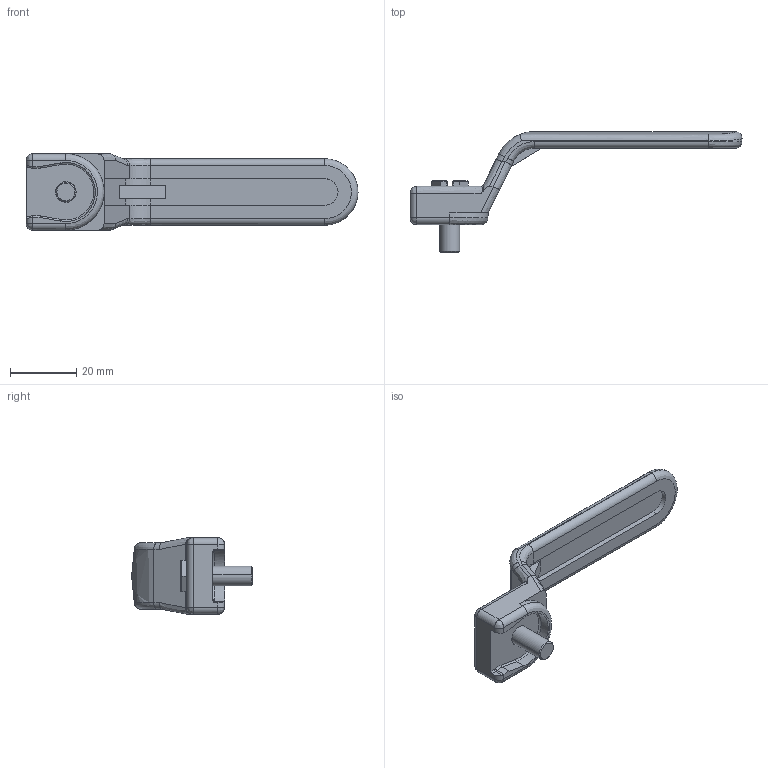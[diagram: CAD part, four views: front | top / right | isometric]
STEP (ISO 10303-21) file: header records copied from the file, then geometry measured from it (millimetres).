
FILE_DESCRIPTION((''),'2;1');
FILE_NAME('','2006-11-07T16:38:12',(''),(''),'','CADfix','');
FILE_SCHEMA(('AUTOMOTIVE_DESIGN'));
Length unit declared in the file: millimetre
Products named in the file (3): screw; handle; TEO_1000_U681_9865_36
Assembly tree (2 placements, depth 2):
  TEO_1000_U681_9865_36
    screw
    handle
Bounding box: 100 x 36.35 x 23 mm (x, y, z)
Volume: 11363.5 mm3; surface area: 7213.5 mm2
Topology: 2 solids, 2 shells, 207 faces, 527 edges, 327 vertices
Faces by surface type: bspline 207
Entity records: 6707 total; most frequent: CARTESIAN_POINT 3749, ORIENTED_EDGE 1054, EDGE_CURVE 527, VERTEX_POINT 327, QUASI_UNIFORM_CURVE 267, EDGE_LOOP 212, FACE_OUTER_BOUND 207, ADVANCED_FACE 207
